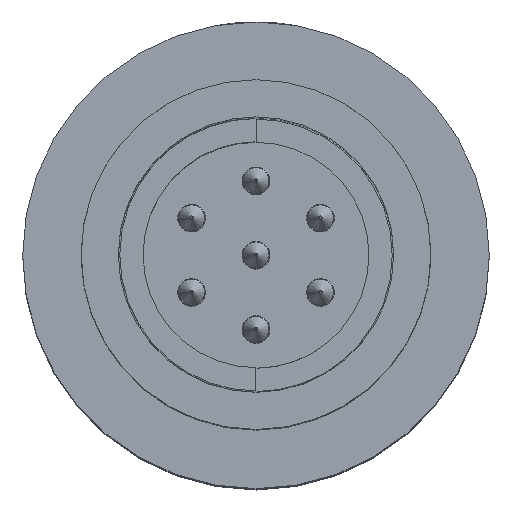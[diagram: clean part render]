
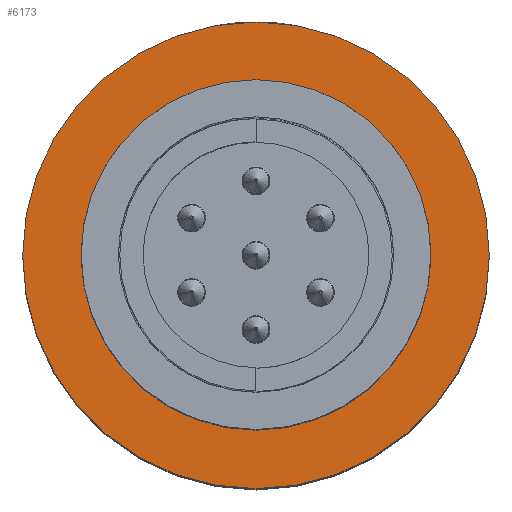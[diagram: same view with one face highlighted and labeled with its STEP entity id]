
A CAD part, top view. The second image highlights one B-rep face of the part: STEP entity #6173.
In plain terms, the highlighted face is planar.
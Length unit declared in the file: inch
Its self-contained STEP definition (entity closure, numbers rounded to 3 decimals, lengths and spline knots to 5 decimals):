
#106=FACE_BOUND('',#2315,.T.);
#645=PLANE('',#6875);
#1923=FACE_OUTER_BOUND('',#2314,.T.);
#2314=EDGE_LOOP('',(#5644));
#2315=EDGE_LOOP('',(#5645));
#2574=CIRCLE('',#6842,0.2355);
#2591=CIRCLE('',#6872,0.1765);
#3115=VERTEX_POINT('',#11654);
#3136=VERTEX_POINT('',#11719);
#3953=EDGE_CURVE('',#3115,#3115,#2574,.T.);
#3985=EDGE_CURVE('',#3136,#3136,#2591,.T.);
#5644=ORIENTED_EDGE('',*,*,#3953,.F.);
#5645=ORIENTED_EDGE('',*,*,#3985,.T.);
#6173=ADVANCED_FACE('',(#1923,#106),#645,.F.);
#6842=AXIS2_PLACEMENT_3D('',#11655,#8230,#8231);
#6872=AXIS2_PLACEMENT_3D('',#11721,#8305,#8306);
#6875=AXIS2_PLACEMENT_3D('',#11725,#8312,#8313);
#8230=DIRECTION('center_axis',(0.,0.,1.));
#8231=DIRECTION('ref_axis',(1.,0.,0.));
#8305=DIRECTION('center_axis',(0.,0.,1.));
#8306=DIRECTION('ref_axis',(1.,0.,0.));
#8312=DIRECTION('center_axis',(0.,0.,1.));
#8313=DIRECTION('ref_axis',(1.,0.,0.));
#11654=CARTESIAN_POINT('',(-0.2355,0.,-1.0445));
#11655=CARTESIAN_POINT('Origin',(0.,0.,-1.0445));
#11719=CARTESIAN_POINT('',(-0.1765,0.,-1.0445));
#11721=CARTESIAN_POINT('Origin',(0.,0.,-1.0445));
#11725=CARTESIAN_POINT('Origin',(0.,0.,-1.0445));
